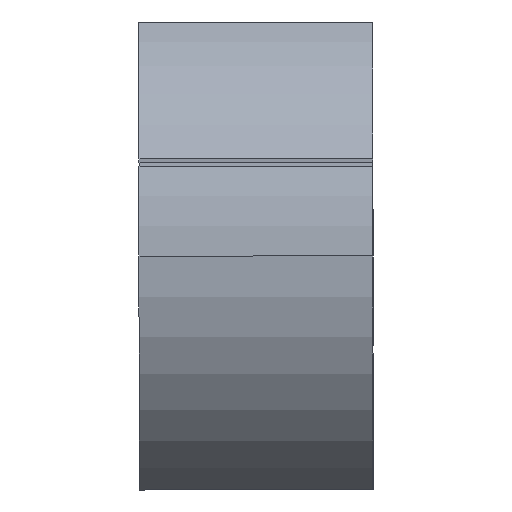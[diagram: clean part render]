
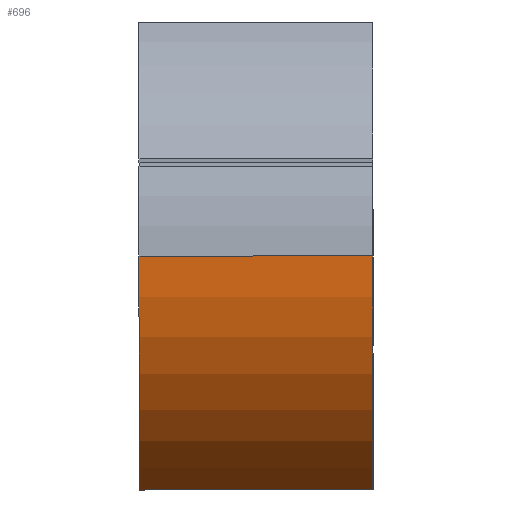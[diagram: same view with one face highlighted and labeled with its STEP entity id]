
A CAD part, left-side view. The second image highlights one B-rep face of the part: STEP entity #696.
In plain terms, the highlighted cylindrical face has radius 51 mm (diameter 102 mm), a partial arc.
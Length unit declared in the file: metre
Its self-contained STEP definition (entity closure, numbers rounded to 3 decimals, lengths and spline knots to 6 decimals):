
#696=ADVANCED_FACE('0:5567',(#1426),#1427,.T.);
#1426=FACE_OUTER_BOUND('',#2207,.T.);
#1427=CYLINDRICAL_SURFACE('',#2208,0.051);
#2207=EDGE_LOOP('',(#4470,#4471,#4472,#4473));
#2208=AXIS2_PLACEMENT_3D('',#4474,#4475,#4476);
#4470=ORIENTED_EDGE('',*,*,#5174,.T.);
#4471=ORIENTED_EDGE('',*,*,#5434,.F.);
#4472=ORIENTED_EDGE('',*,*,#4989,.T.);
#4473=ORIENTED_EDGE('',*,*,#4676,.T.);
#4474=CARTESIAN_POINT('',(-0.043704,0.022505,-0.022505));
#4475=DIRECTION('',(0.,-1.0,0.));
#4476=DIRECTION('',(-1.0,0.,0.));
#4676=EDGE_CURVE('0:6308',#5556,#5554,#5557,.T.);
#4989=EDGE_CURVE('0:6317',#6101,#5556,#6102,.T.);
#5174=EDGE_CURVE('',#5554,#6367,#6368,.T.);
#5434=EDGE_CURVE('0:6314',#6101,#6367,#6676,.T.);
#5554=VERTEX_POINT('',#6877);
#5556=VERTEX_POINT('',#6879);
#5557=CIRCLE('',#6880,0.051);
#6101=VERTEX_POINT('',#7949);
#6102=LINE('',#7950,#7951);
#6367=VERTEX_POINT('',#8445);
#6368=LINE('',#8446,#8447);
#6676=CIRCLE('',#8929,0.051);
#6877=CARTESIAN_POINT('',(-0.094704,-0.022495,-0.022505));
#6879=CARTESIAN_POINT('',(-0.067704,-0.022495,-0.067505));
#6880=AXIS2_PLACEMENT_3D('',#9024,#9025,#9026);
#7949=CARTESIAN_POINT('',(-0.067704,0.022505,-0.067505));
#7950=CARTESIAN_POINT('',(-0.067704,0.022505,-0.067505));
#7951=VECTOR('',#9301,0.000001);
#8445=CARTESIAN_POINT('',(-0.094704,0.022505,-0.022505));
#8446=CARTESIAN_POINT('',(-0.094704,0.000005,-0.022505));
#8447=VECTOR('',#9455,1.0);
#8929=AXIS2_PLACEMENT_3D('',#9634,#9635,#9636);
#9024=CARTESIAN_POINT('',(-0.043704,-0.022495,-0.022505));
#9025=DIRECTION('',(0.,1.0,0.));
#9026=DIRECTION('',(-1.0,0.,0.));
#9301=DIRECTION('',(0.,-1.0,0.));
#9455=DIRECTION('',(0.,1.0,0.));
#9634=CARTESIAN_POINT('',(-0.043704,0.022505,-0.022505));
#9635=DIRECTION('',(0.,1.0,0.));
#9636=DIRECTION('',(-1.0,0.,0.));
